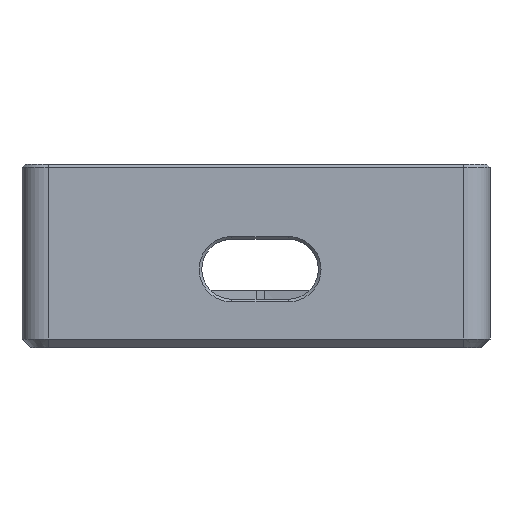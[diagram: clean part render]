
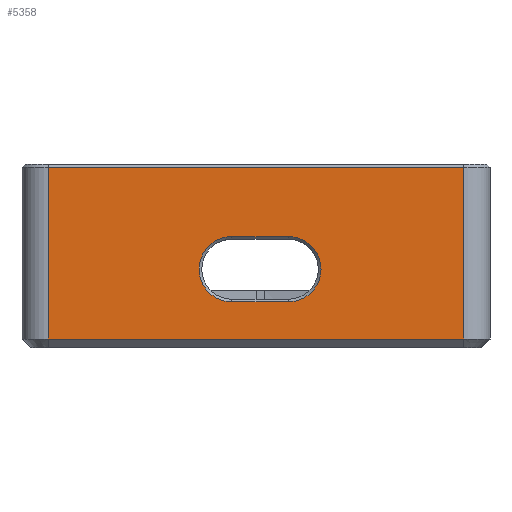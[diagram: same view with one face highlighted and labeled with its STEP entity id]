
A CAD part, left-side view. The second image highlights one B-rep face of the part: STEP entity #5358.
In plain terms, the highlighted planar face has unit normal (-1, 0, 0).
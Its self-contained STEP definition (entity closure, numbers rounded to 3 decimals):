
#91=CIRCLE('',#5600,3.7);
#93=CIRCLE('',#5604,3.7);
#165=FACE_BOUND('',#894,.T.);
#314=PLANE('',#5609);
#575=FACE_OUTER_BOUND('',#893,.T.);
#893=EDGE_LOOP('',(#4704,#4705,#4706,#4707));
#894=EDGE_LOOP('',(#4708,#4709,#4710,#4711));
#1413=LINE('',#9375,#1953);
#1416=LINE('',#9384,#1956);
#1422=LINE('',#9508,#1962);
#1423=LINE('',#9510,#1963);
#1424=LINE('',#9512,#1964);
#1425=LINE('',#9513,#1965);
#1953=VECTOR('',#6501,10.);
#1956=VECTOR('',#6512,10.);
#1962=VECTOR('',#6524,10.);
#1963=VECTOR('',#6525,10.);
#1964=VECTOR('',#6526,10.);
#1965=VECTOR('',#6527,10.);
#2622=VERTEX_POINT('',#9364);
#2623=VERTEX_POINT('',#9366);
#2626=VERTEX_POINT('',#9373);
#2628=VERTEX_POINT('',#9379);
#2634=VERTEX_POINT('',#9506);
#2635=VERTEX_POINT('',#9507);
#2636=VERTEX_POINT('',#9509);
#2637=VERTEX_POINT('',#9511);
#3328=EDGE_CURVE('',#2622,#2623,#91,.T.);
#3332=EDGE_CURVE('',#2626,#2622,#1413,.T.);
#3335=EDGE_CURVE('',#2628,#2626,#93,.T.);
#3337=EDGE_CURVE('',#2623,#2628,#1416,.T.);
#3346=EDGE_CURVE('',#2634,#2635,#1422,.T.);
#3347=EDGE_CURVE('',#2636,#2634,#1423,.T.);
#3348=EDGE_CURVE('',#2637,#2636,#1424,.T.);
#3349=EDGE_CURVE('',#2635,#2637,#1425,.T.);
#4704=ORIENTED_EDGE('',*,*,#3346,.F.);
#4705=ORIENTED_EDGE('',*,*,#3347,.F.);
#4706=ORIENTED_EDGE('',*,*,#3348,.F.);
#4707=ORIENTED_EDGE('',*,*,#3349,.F.);
#4708=ORIENTED_EDGE('',*,*,#3328,.F.);
#4709=ORIENTED_EDGE('',*,*,#3332,.F.);
#4710=ORIENTED_EDGE('',*,*,#3335,.F.);
#4711=ORIENTED_EDGE('',*,*,#3337,.F.);
#5358=ADVANCED_FACE('',(#575,#165),#314,.T.);
#5600=AXIS2_PLACEMENT_3D('',#9367,#6493,#6494);
#5604=AXIS2_PLACEMENT_3D('',#9381,#6506,#6507);
#5609=AXIS2_PLACEMENT_3D('',#9505,#6522,#6523);
#6493=DIRECTION('center_axis',(-1.,0.,0.));
#6494=DIRECTION('ref_axis',(0.,0.,-1.));
#6501=DIRECTION('',(0.,-1.,0.));
#6506=DIRECTION('center_axis',(-1.,0.,0.));
#6507=DIRECTION('ref_axis',(0.,0.,1.));
#6512=DIRECTION('',(0.,1.,0.));
#6522=DIRECTION('center_axis',(-1.,0.,0.));
#6523=DIRECTION('ref_axis',(0.,-1.,0.));
#6524=DIRECTION('',(0.,-1.,0.));
#6525=DIRECTION('',(0.,0.,1.));
#6526=DIRECTION('',(0.,1.,0.));
#6527=DIRECTION('',(0.,0.,-1.));
#9364=CARTESIAN_POINT('',(-47.,-3.661,5.2));
#9366=CARTESIAN_POINT('',(-47.,-3.661,12.6));
#9367=CARTESIAN_POINT('Origin',(-47.,-3.661,8.9));
#9373=CARTESIAN_POINT('',(-47.,2.745,5.2));
#9375=CARTESIAN_POINT('',(-47.,11.419,5.2));
#9379=CARTESIAN_POINT('',(-47.,2.745,12.6));
#9381=CARTESIAN_POINT('Origin',(-47.,2.745,8.9));
#9384=CARTESIAN_POINT('',(-47.,14.623,12.6));
#9505=CARTESIAN_POINT('Origin',(-47.,26.5,0.));
#9506=CARTESIAN_POINT('',(-47.,23.5,20.45));
#9507=CARTESIAN_POINT('',(-47.,-23.5,20.45));
#9508=CARTESIAN_POINT('',(-47.,13.25,20.45));
#9509=CARTESIAN_POINT('',(-47.,23.5,1.));
#9510=CARTESIAN_POINT('',(-47.,23.5,0.));
#9511=CARTESIAN_POINT('',(-47.,-23.5,1.));
#9512=CARTESIAN_POINT('',(-47.,13.25,1.));
#9513=CARTESIAN_POINT('',(-47.,-23.5,0.));
